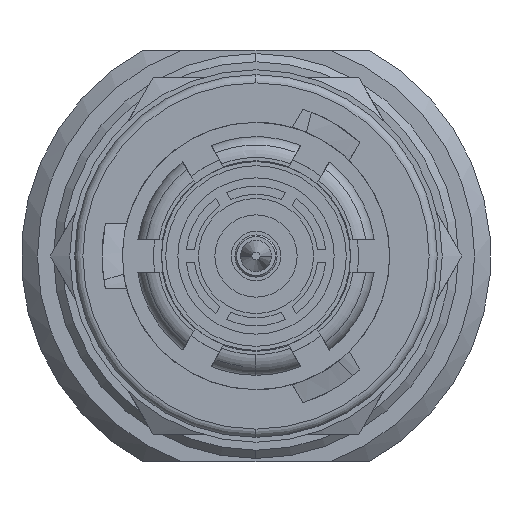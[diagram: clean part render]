
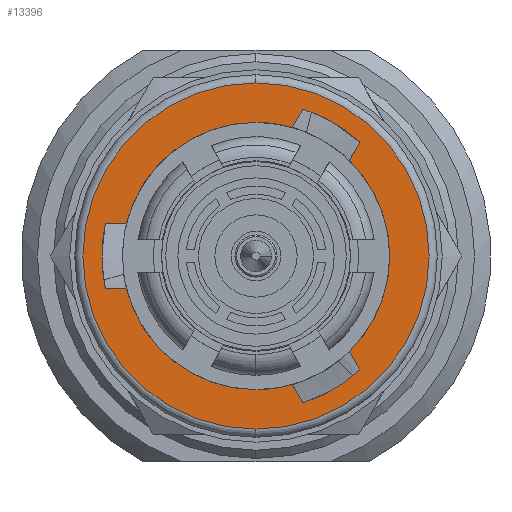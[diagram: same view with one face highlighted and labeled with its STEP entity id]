
A CAD part, left-side view. The second image highlights one B-rep face of the part: STEP entity #13396.
In plain terms, the highlighted face is planar.
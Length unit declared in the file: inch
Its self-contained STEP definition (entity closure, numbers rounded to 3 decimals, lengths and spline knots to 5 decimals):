
#27 = VERTEX_POINT ( 'NONE', #11747 ) ;
#185 = VERTEX_POINT ( 'NONE', #1502 ) ;
#209 = ORIENTED_EDGE ( 'NONE', *, *, #12607, .F. ) ;
#236 = EDGE_CURVE ( 'NONE', #13994, #3007, #505, .T. ) ;
#356 = CIRCLE ( 'NONE', #1737, 0.1875 ) ;
#505 = CIRCLE ( 'NONE', #5831, 0.1625 ) ;
#517 = LINE ( 'NONE', #4914, #757 ) ;
#562 = EDGE_CURVE ( 'NONE', #8415, #4821, #4372, .T. ) ;
#642 = ORIENTED_EDGE ( 'NONE', *, *, #562, .F. ) ;
#680 = ORIENTED_EDGE ( 'NONE', *, *, #11165, .T. ) ;
#751 = EDGE_CURVE ( 'NONE', #10354, #10633, #6436, .T. ) ;
#757 = VECTOR ( 'NONE', #9355, 39.37008 ) ;
#790 = DIRECTION ( 'NONE',  ( -1., 0., 0. ) ) ;
#874 = EDGE_CURVE ( 'NONE', #10354, #9719, #12992, .T. ) ;
#1055 = CIRCLE ( 'NONE', #9138, 0.1875 ) ;
#1134 = FACE_BOUND ( 'NONE', #7803, .T. ) ;
#1177 = ORIENTED_EDGE ( 'NONE', *, *, #751, .F. ) ;
#1311 = EDGE_CURVE ( 'NONE', #13994, #2073, #517, .T. ) ;
#1365 = CARTESIAN_POINT ( 'NONE',  ( 0., 0.18317, 0.04007 ) ) ;
#1398 = CARTESIAN_POINT ( 'NONE',  ( 0., 0.18317, -0.04007 ) ) ;
#1415 = DIRECTION ( 'NONE',  ( -1., 0., 0. ) ) ;
#1421 = DIRECTION ( 'NONE',  ( 0., 0., 1. ) ) ;
#1455 = VECTOR ( 'NONE', #10543, 39.37008 ) ;
#1490 = AXIS2_PLACEMENT_3D ( 'NONE', #5827, #5761, #13200 ) ;
#1502 = CARTESIAN_POINT ( 'NONE',  ( 0., 0., 0.21045 ) ) ;
#1737 = AXIS2_PLACEMENT_3D ( 'NONE', #9751, #790, #5191 ) ;
#1792 = ORIENTED_EDGE ( 'NONE', *, *, #1311, .F. ) ;
#1946 = VECTOR ( 'NONE', #10160, 39.37008 ) ;
#2032 = CARTESIAN_POINT ( 'NONE',  ( 0., 0.18317, -0.04007 ) ) ;
#2073 = VERTEX_POINT ( 'NONE', #5540 ) ;
#2115 = DIRECTION ( 'NONE',  ( 0., 0., 1. ) ) ;
#2436 = PLANE ( 'NONE',  #1490 ) ;
#2506 = CARTESIAN_POINT ( 'NONE',  ( 0., -0.05688, 0.17866 ) ) ;
#2513 = CIRCLE ( 'NONE', #4352, 0.1875 ) ;
#2598 = VERTEX_POINT ( 'NONE', #11014 ) ;
#2612 = ORIENTED_EDGE ( 'NONE', *, *, #12242, .T. ) ;
#2615 = CIRCLE ( 'NONE', #7226, 0.1625 ) ;
#2712 = ORIENTED_EDGE ( 'NONE', *, *, #13409, .F. ) ;
#2895 = ORIENTED_EDGE ( 'NONE', *, *, #8618, .F. ) ;
#2899 = CIRCLE ( 'NONE', #10957, 0.21045 ) ;
#3007 = VERTEX_POINT ( 'NONE', #12817 ) ;
#3331 = DIRECTION ( 'NONE',  ( -1., 0., 0. ) ) ;
#3470 = DIRECTION ( 'NONE',  ( -1., 0., 0. ) ) ;
#3503 = ORIENTED_EDGE ( 'NONE', *, *, #874, .T. ) ;
#3531 = CARTESIAN_POINT ( 'NONE',  ( 0., -0.12629, 0.13859 ) ) ;
#3941 = CARTESIAN_POINT ( 'NONE',  ( 0., 0., 0. ) ) ;
#4024 = CARTESIAN_POINT ( 'NONE',  ( 0., 0., 0. ) ) ;
#4036 = AXIS2_PLACEMENT_3D ( 'NONE', #12064, #4408, #10826 ) ;
#4234 = VERTEX_POINT ( 'NONE', #5163 ) ;
#4352 = AXIS2_PLACEMENT_3D ( 'NONE', #13216, #3331, #7739 ) ;
#4372 = LINE ( 'NONE', #13267, #11342 ) ;
#4408 = DIRECTION ( 'NONE',  ( -1., 0., 0. ) ) ;
#4421 = VERTEX_POINT ( 'NONE', #14134 ) ;
#4532 = VECTOR ( 'NONE', #9013, 39.37008 ) ;
#4591 = VERTEX_POINT ( 'NONE', #10018 ) ;
#4706 = AXIS2_PLACEMENT_3D ( 'NONE', #3941, #10238, #12545 ) ;
#4821 = VERTEX_POINT ( 'NONE', #9415 ) ;
#4861 = DIRECTION ( 'NONE',  ( 0., 0., 1. ) ) ;
#4868 = ORIENTED_EDGE ( 'NONE', *, *, #14109, .T. ) ;
#4914 = CARTESIAN_POINT ( 'NONE',  ( 0., -0.12629, -0.13859 ) ) ;
#5121 = ORIENTED_EDGE ( 'NONE', *, *, #6435, .T. ) ;
#5163 = CARTESIAN_POINT ( 'NONE',  ( 0., 0., -0.21045 ) ) ;
#5191 = DIRECTION ( 'NONE',  ( 0., 0., 1. ) ) ;
#5540 = CARTESIAN_POINT ( 'NONE',  ( 0., -0.12629, -0.13859 ) ) ;
#5563 = VERTEX_POINT ( 'NONE', #1365 ) ;
#5617 = CARTESIAN_POINT ( 'NONE',  ( 0., 0., 0. ) ) ;
#5761 = DIRECTION ( 'NONE',  ( -1., 0., 0. ) ) ;
#5800 = ORIENTED_EDGE ( 'NONE', *, *, #6955, .T. ) ;
#5824 = LINE ( 'NONE', #2506, #4532 ) ;
#5827 = CARTESIAN_POINT ( 'NONE',  ( 0., 0.21045, 0. ) ) ;
#5831 = AXIS2_PLACEMENT_3D ( 'NONE', #5617, #3470, #1421 ) ;
#6435 = EDGE_CURVE ( 'NONE', #4591, #10549, #2513, .T. ) ;
#6436 = LINE ( 'NONE', #2032, #1455 ) ;
#6745 = CARTESIAN_POINT ( 'NONE',  ( 0., 0., 0. ) ) ;
#6955 = EDGE_CURVE ( 'NONE', #9719, #4821, #7426, .T. ) ;
#6996 = CARTESIAN_POINT ( 'NONE',  ( 0., 0., 0. ) ) ;
#7226 = AXIS2_PLACEMENT_3D ( 'NONE', #6745, #11058, #2115 ) ;
#7269 = CIRCLE ( 'NONE', #4036, 0.21045 ) ;
#7426 = CIRCLE ( 'NONE', #13189, 0.1625 ) ;
#7739 = DIRECTION ( 'NONE',  ( 0., 0., 1. ) ) ;
#7779 = CARTESIAN_POINT ( 'NONE',  ( 0., -0.05688, 0.17866 ) ) ;
#7803 = EDGE_LOOP ( 'NONE', ( #5121, #9426, #2612, #4868, #2895, #9615, #1177, #3503, #5800, #642, #680, #1792, #9446, #2712 ) ) ;
#7860 = LINE ( 'NONE', #7931, #9823 ) ;
#7903 = CARTESIAN_POINT ( 'NONE',  ( 0., 0.15748, -0.04007 ) ) ;
#7931 = CARTESIAN_POINT ( 'NONE',  ( 0., 0.18317, 0.04007 ) ) ;
#8415 = VERTEX_POINT ( 'NONE', #12865 ) ;
#8451 = DIRECTION ( 'NONE',  ( -1., 0., 0. ) ) ;
#8618 = EDGE_CURVE ( 'NONE', #5563, #4421, #7860, .T. ) ;
#8743 = EDGE_CURVE ( 'NONE', #185, #4234, #7269, .T. ) ;
#9013 = DIRECTION ( 'NONE',  ( 0., -0.5, 0.866 ) ) ;
#9097 = DIRECTION ( 'NONE',  ( -1., 0., 0. ) ) ;
#9138 = AXIS2_PLACEMENT_3D ( 'NONE', #4024, #8451, #9607 ) ;
#9291 = CARTESIAN_POINT ( 'NONE',  ( 0., 0., 0. ) ) ;
#9355 = DIRECTION ( 'NONE',  ( 0., -0.5, -0.866 ) ) ;
#9415 = CARTESIAN_POINT ( 'NONE',  ( 0., -0.04404, -0.15642 ) ) ;
#9426 = ORIENTED_EDGE ( 'NONE', *, *, #9509, .F. ) ;
#9446 = ORIENTED_EDGE ( 'NONE', *, *, #236, .T. ) ;
#9509 = EDGE_CURVE ( 'NONE', #27, #10549, #5824, .T. ) ;
#9607 = DIRECTION ( 'NONE',  ( 0., 0., 1. ) ) ;
#9615 = ORIENTED_EDGE ( 'NONE', *, *, #12958, .T. ) ;
#9719 = VERTEX_POINT ( 'NONE', #10292 ) ;
#9751 = CARTESIAN_POINT ( 'NONE',  ( 0., 0., 0. ) ) ;
#9823 = VECTOR ( 'NONE', #12318, 39.37008 ) ;
#10018 = CARTESIAN_POINT ( 'NONE',  ( 0., -0.12629, 0.13859 ) ) ;
#10160 = DIRECTION ( 'NONE',  ( 0., 0.5, -0.866 ) ) ;
#10238 = DIRECTION ( 'NONE',  ( -1., 0., 0. ) ) ;
#10292 = CARTESIAN_POINT ( 'NONE',  ( 0., 0., -0.1625 ) ) ;
#10354 = VERTEX_POINT ( 'NONE', #7903 ) ;
#10543 = DIRECTION ( 'NONE',  ( 0., 1., 0. ) ) ;
#10549 = VERTEX_POINT ( 'NONE', #7779 ) ;
#10633 = VERTEX_POINT ( 'NONE', #1398 ) ;
#10826 = DIRECTION ( 'NONE',  ( 0., 0., 1. ) ) ;
#10935 = CIRCLE ( 'NONE', #4706, 0.1625 ) ;
#10957 = AXIS2_PLACEMENT_3D ( 'NONE', #9291, #12462, #12676 ) ;
#11014 = CARTESIAN_POINT ( 'NONE',  ( 0., 0., 0.1625 ) ) ;
#11058 = DIRECTION ( 'NONE',  ( -1., 0., 0. ) ) ;
#11089 = LINE ( 'NONE', #3531, #1946 ) ;
#11165 = EDGE_CURVE ( 'NONE', #8415, #2073, #356, .T. ) ;
#11342 = VECTOR ( 'NONE', #12100, 39.37008 ) ;
#11708 = CARTESIAN_POINT ( 'NONE',  ( 0., -0.11345, -0.11635 ) ) ;
#11747 = CARTESIAN_POINT ( 'NONE',  ( 0., -0.04404, 0.15642 ) ) ;
#12062 = AXIS2_PLACEMENT_3D ( 'NONE', #6996, #9097, #13515 ) ;
#12064 = CARTESIAN_POINT ( 'NONE',  ( 0., 0., 0. ) ) ;
#12100 = DIRECTION ( 'NONE',  ( 0., 0.5, 0.866 ) ) ;
#12242 = EDGE_CURVE ( 'NONE', #27, #2598, #10935, .T. ) ;
#12318 = DIRECTION ( 'NONE',  ( 0., -1., 0. ) ) ;
#12327 = FACE_OUTER_BOUND ( 'NONE', #13316, .T. ) ;
#12462 = DIRECTION ( 'NONE',  ( -1., 0., 0. ) ) ;
#12545 = DIRECTION ( 'NONE',  ( 0., 0., 1. ) ) ;
#12607 = EDGE_CURVE ( 'NONE', #4234, #185, #2899, .T. ) ;
#12673 = CARTESIAN_POINT ( 'NONE',  ( 0., 0., 0. ) ) ;
#12676 = DIRECTION ( 'NONE',  ( 0., 0., 1. ) ) ;
#12817 = CARTESIAN_POINT ( 'NONE',  ( 0., -0.11345, 0.11635 ) ) ;
#12865 = CARTESIAN_POINT ( 'NONE',  ( 0., -0.05688, -0.17866 ) ) ;
#12958 = EDGE_CURVE ( 'NONE', #5563, #10633, #1055, .T. ) ;
#12992 = CIRCLE ( 'NONE', #12062, 0.1625 ) ;
#13189 = AXIS2_PLACEMENT_3D ( 'NONE', #12673, #1415, #4861 ) ;
#13200 = DIRECTION ( 'NONE',  ( 0., 0., 1. ) ) ;
#13216 = CARTESIAN_POINT ( 'NONE',  ( 0., 0., 0. ) ) ;
#13267 = CARTESIAN_POINT ( 'NONE',  ( 0., -0.05688, -0.17866 ) ) ;
#13316 = EDGE_LOOP ( 'NONE', ( #13952, #209 ) ) ;
#13396 = ADVANCED_FACE ( 'NONE', ( #1134, #12327 ), #2436, .F. ) ;
#13409 = EDGE_CURVE ( 'NONE', #4591, #3007, #11089, .T. ) ;
#13515 = DIRECTION ( 'NONE',  ( 0., 0., 1. ) ) ;
#13952 = ORIENTED_EDGE ( 'NONE', *, *, #8743, .F. ) ;
#13994 = VERTEX_POINT ( 'NONE', #11708 ) ;
#14109 = EDGE_CURVE ( 'NONE', #2598, #4421, #2615, .T. ) ;
#14134 = CARTESIAN_POINT ( 'NONE',  ( 0., 0.15748, 0.04007 ) ) ;
